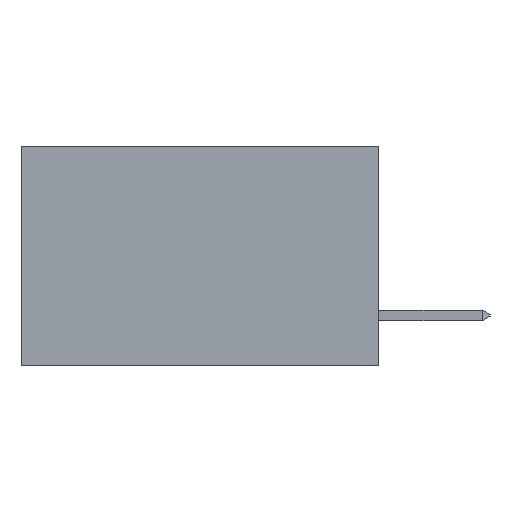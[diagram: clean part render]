
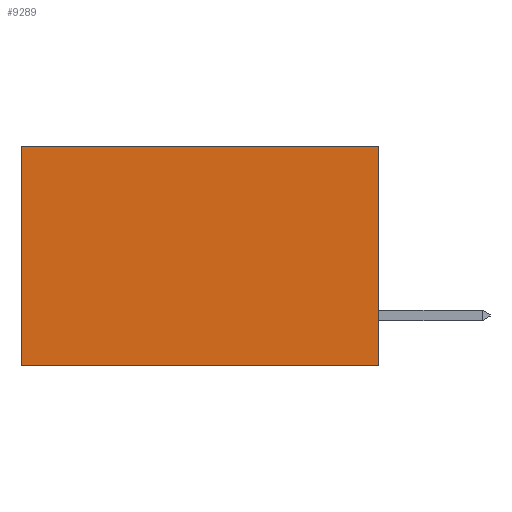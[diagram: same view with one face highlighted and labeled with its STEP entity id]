
A CAD part, left-side view. The second image highlights one B-rep face of the part: STEP entity #9289.
In plain terms, the highlighted planar face has unit normal (-1, 0, 0).
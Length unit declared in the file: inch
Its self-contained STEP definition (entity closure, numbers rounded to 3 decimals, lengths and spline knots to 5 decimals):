
#635 = CARTESIAN_POINT ( 'NONE',  ( 0.298, 0., 0. ) ) ;
#801 = CARTESIAN_POINT ( 'NONE',  ( 0.298, 0., -0.37 ) ) ;
#2143 = CARTESIAN_POINT ( 'NONE',  ( 0.298, 0.6, 0. ) ) ;
#2212 = DIRECTION ( 'NONE',  ( 0., 0., -1. ) ) ;
#2372 = CARTESIAN_POINT ( 'NONE',  ( 0.298, 0.6, 0. ) ) ;
#2999 = VERTEX_POINT ( 'NONE', #2143 ) ;
#3636 = CARTESIAN_POINT ( 'NONE',  ( 0.298, 0., 0. ) ) ;
#4064 = CARTESIAN_POINT ( 'NONE',  ( 0.298, 0., 0. ) ) ;
#5169 = DIRECTION ( 'NONE',  ( 0., 1., 0. ) ) ;
#5409 = DIRECTION ( 'NONE',  ( 0., 1., 0. ) ) ;
#5585 = DIRECTION ( 'NONE',  ( 1., 0., 0. ) ) ;
#6062 = VECTOR ( 'NONE', #2212, 39.37008 ) ;
#6148 = EDGE_LOOP ( 'NONE', ( #14938, #15789, #16496, #14906 ) ) ;
#6541 = LINE ( 'NONE', #635, #6062 ) ;
#6545 = AXIS2_PLACEMENT_3D ( 'NONE', #4064, #5585, #15971 ) ;
#6861 = DIRECTION ( 'NONE',  ( 0., 0., -1. ) ) ;
#7101 = VERTEX_POINT ( 'NONE', #10419 ) ;
#7783 = FACE_OUTER_BOUND ( 'NONE', #6148, .T. ) ;
#9108 = VECTOR ( 'NONE', #6861, 39.37008 ) ;
#9289 = ADVANCED_FACE ( 'NONE', ( #7783 ), #14494, .F. ) ;
#10419 = CARTESIAN_POINT ( 'NONE',  ( 0.298, 0., -0.37 ) ) ;
#11198 = CARTESIAN_POINT ( 'NONE',  ( 0.298, 0., 0. ) ) ;
#12019 = EDGE_CURVE ( 'NONE', #2999, #12106, #17377, .T. ) ;
#12106 = VERTEX_POINT ( 'NONE', #18870 ) ;
#12150 = LINE ( 'NONE', #3636, #15179 ) ;
#13336 = VECTOR ( 'NONE', #5409, 39.37008 ) ;
#13943 = EDGE_CURVE ( 'NONE', #7101, #12106, #17268, .T. ) ;
#14494 = PLANE ( 'NONE',  #6545 ) ;
#14906 = ORIENTED_EDGE ( 'NONE', *, *, #17904, .T. ) ;
#14938 = ORIENTED_EDGE ( 'NONE', *, *, #12019, .T. ) ;
#15179 = VECTOR ( 'NONE', #5169, 39.37008 ) ;
#15789 = ORIENTED_EDGE ( 'NONE', *, *, #13943, .F. ) ;
#15796 = EDGE_CURVE ( 'NONE', #19093, #7101, #6541, .T. ) ;
#15971 = DIRECTION ( 'NONE',  ( 0., 0., -1. ) ) ;
#16496 = ORIENTED_EDGE ( 'NONE', *, *, #15796, .F. ) ;
#17268 = LINE ( 'NONE', #801, #13336 ) ;
#17377 = LINE ( 'NONE', #2372, #9108 ) ;
#17904 = EDGE_CURVE ( 'NONE', #19093, #2999, #12150, .T. ) ;
#18870 = CARTESIAN_POINT ( 'NONE',  ( 0.298, 0.6, -0.37 ) ) ;
#19093 = VERTEX_POINT ( 'NONE', #11198 ) ;
